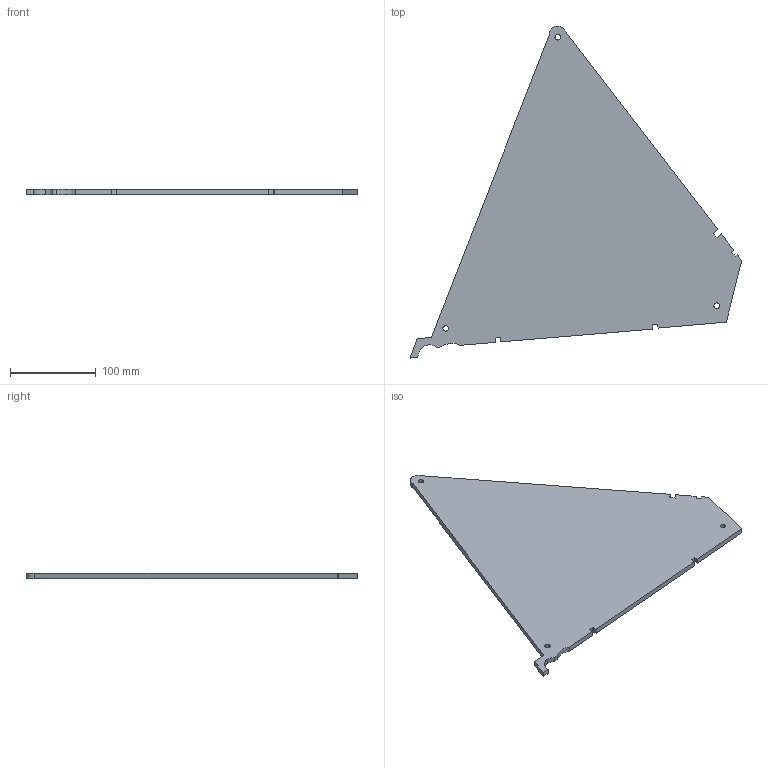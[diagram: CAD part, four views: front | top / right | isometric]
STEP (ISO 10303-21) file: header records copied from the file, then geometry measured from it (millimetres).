
FILE_DESCRIPTION (( 'STEP AP214' ), '1' );
FILE_NAME ('piece_principale_arriere_bas.STEP', '2024-04-03T18:46:26', ( '' ), ( '' ), 'SwSTEP 2.0', 'SolidWorks 2022', '' );
FILE_SCHEMA (( 'AUTOMOTIVE_DESIGN' ));
Length unit declared in the file: millimetre
Products named in the file (1): piece_principale_arriere_bas
Bounding box: 386.39 x 386.95 x 6 mm (x, y, z)
Volume: 450143.9 mm3; surface area: 158076.2 mm2
Topology: 1 solids, 1 shells, 37 faces, 105 edges, 70 vertices
Faces by surface type: plane 26, cylinder 8, bspline 3
Entity records: 1250 total; most frequent: CARTESIAN_POINT 252, ORIENTED_EDGE 210, DIRECTION 185, EDGE_CURVE 105, VECTOR 83, LINE 83, VERTEX_POINT 70, AXIS2_PLACEMENT_3D 51
